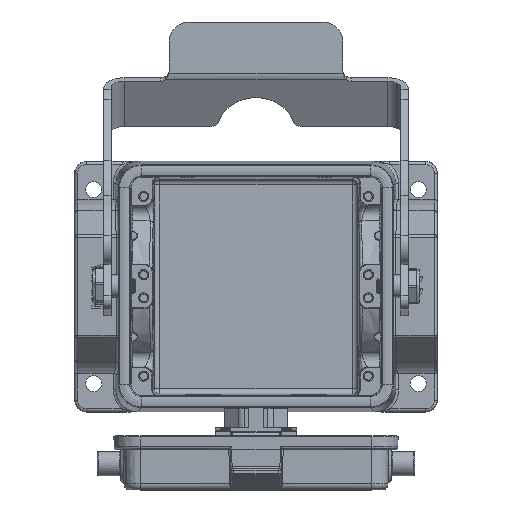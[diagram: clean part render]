
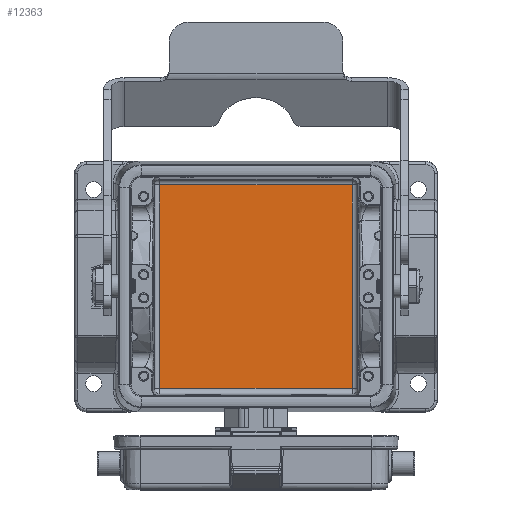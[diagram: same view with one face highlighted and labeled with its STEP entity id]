
A CAD part, top view. The second image highlights one B-rep face of the part: STEP entity #12363.
In plain terms, the highlighted planar face has unit normal (0, 0, 1).
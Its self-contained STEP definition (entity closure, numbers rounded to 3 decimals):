
#12363=ADVANCED_FACE('',(#13950),#13050,.T.);
#13050=PLANE('',#30905);
#13950=FACE_OUTER_BOUND('',#15250,.T.);
#15250=EDGE_LOOP('',(#19730,#19731,#19732,#19733));
#19730=ORIENTED_EDGE('',*,*,#25631,.T.);
#19731=ORIENTED_EDGE('',*,*,#25632,.T.);
#19732=ORIENTED_EDGE('',*,*,#25630,.T.);
#19733=ORIENTED_EDGE('',*,*,#25633,.T.);
#23002=VERTEX_POINT('',#68080);
#23003=VERTEX_POINT('',#68084);
#23004=VERTEX_POINT('',#68088);
#23005=VERTEX_POINT('',#68089);
#25630=EDGE_CURVE('',#23003,#23002,#27475,.T.);
#25631=EDGE_CURVE('',#23004,#23005,#27476,.T.);
#25632=EDGE_CURVE('',#23005,#23003,#27477,.T.);
#25633=EDGE_CURVE('',#23002,#23004,#27478,.T.);
#27475=LINE('',#68085,#28886);
#27476=LINE('',#68087,#28887);
#27477=LINE('',#68090,#28888);
#27478=LINE('',#68091,#28889);
#28886=VECTOR('',#35750,1.);
#28887=VECTOR('',#35753,1.);
#28888=VECTOR('',#35754,1.);
#28889=VECTOR('',#35755,1.);
#30905=AXIS2_PLACEMENT_3D('',#68092,#35756,#35757);
#35750=DIRECTION('',(0.,1.,0.));
#35753=DIRECTION('',(0.,-1.,0.));
#35754=DIRECTION('',(1.,0.,0.));
#35755=DIRECTION('',(-1.,0.,0.));
#35756=DIRECTION('',(0.,0.,1.));
#35757=DIRECTION('',(1.,0.,0.));
#68080=CARTESIAN_POINT('',(33.129,35.078,-37.55));
#68084=CARTESIAN_POINT('',(33.129,-35.078,-37.55));
#68085=CARTESIAN_POINT('',(33.129,-35.078,-37.55));
#68087=CARTESIAN_POINT('',(-33.129,35.078,-37.55));
#68088=CARTESIAN_POINT('',(-33.129,35.078,-37.55));
#68089=CARTESIAN_POINT('',(-33.129,-35.078,-37.55));
#68090=CARTESIAN_POINT('',(0.,-35.078,-37.55));
#68091=CARTESIAN_POINT('',(0.,35.078,-37.55));
#68092=CARTESIAN_POINT('',(0.,0.,-37.55));
